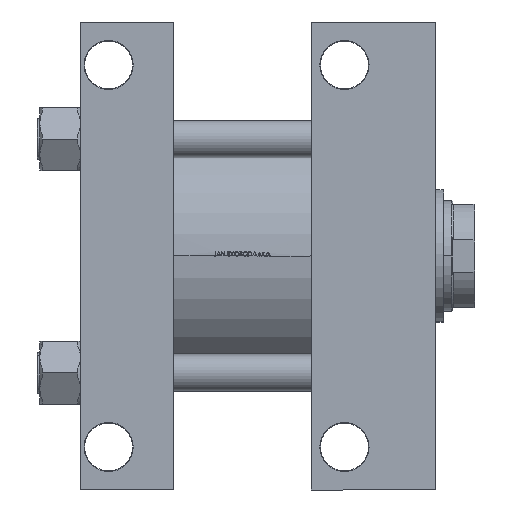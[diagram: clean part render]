
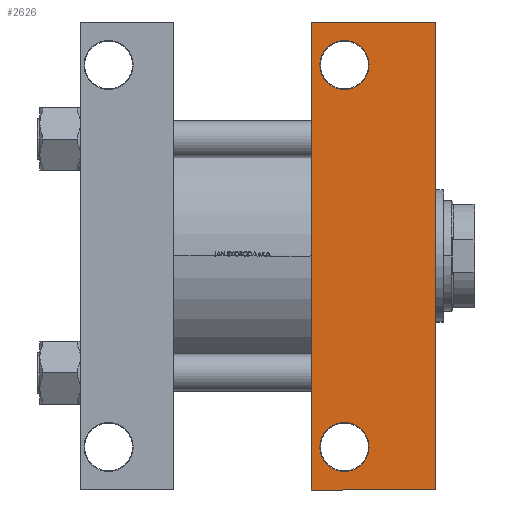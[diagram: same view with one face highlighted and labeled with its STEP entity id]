
A CAD part, front view. The second image highlights one B-rep face of the part: STEP entity #2626.
In plain terms, the highlighted face is planar.
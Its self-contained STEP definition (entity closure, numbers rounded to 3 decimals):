
#2405 = EDGE_LOOP ( 'NONE', ( #19854, #39466, #45432, #47904 ) ) ;
#2626 = ADVANCED_FACE ( 'NONE', ( #23673, #34871, #6140 ), #27574, .T. ) ;
#3092 = EDGE_CURVE ( 'NONE', #40237, #43081, #44065, .T. ) ;
#3317 = DIRECTION ( 'NONE',  ( 0., 0., 1. ) ) ;
#3707 = VECTOR ( 'NONE', #25540, 1000. ) ;
#3724 = CARTESIAN_POINT ( 'NONE',  ( 215., 155.5, -122.5 ) ) ;
#3901 = CARTESIAN_POINT ( 'NONE',  ( 188., 122.5, -122.5 ) ) ;
#4780 = DIRECTION ( 'NONE',  ( 0., 0., 1. ) ) ;
#6140 = FACE_OUTER_BOUND ( 'NONE', #2405, .T. ) ;
#6319 = VECTOR ( 'NONE', #22644, 1000. ) ;
#8876 = CARTESIAN_POINT ( 'NONE',  ( 289., -190.5, -122.5 ) ) ;
#10024 = LINE ( 'NONE', #24870, #18613 ) ;
#10249 = EDGE_CURVE ( 'NONE', #44036, #14843, #31041, .T. ) ;
#10646 = EDGE_LOOP ( 'NONE', ( #22844, #33747 ) ) ;
#10952 = EDGE_CURVE ( 'NONE', #42508, #35129, #10024, .T. ) ;
#11040 = DIRECTION ( 'NONE',  ( 0., 1., 0. ) ) ;
#13971 = EDGE_CURVE ( 'NONE', #43081, #42508, #17009, .T. ) ;
#14597 = CARTESIAN_POINT ( 'NONE',  ( 188., 190.5, -122.5 ) ) ;
#14843 = VERTEX_POINT ( 'NONE', #38648 ) ;
#17009 = LINE ( 'NONE', #31124, #26506 ) ;
#17327 = CARTESIAN_POINT ( 'NONE',  ( 215., -155.5, -122.5 ) ) ;
#18286 = LINE ( 'NONE', #3901, #6319 ) ;
#18613 = VECTOR ( 'NONE', #24387, 1000. ) ;
#19690 = EDGE_CURVE ( 'NONE', #27160, #28258, #37589, .T. ) ;
#19854 = ORIENTED_EDGE ( 'NONE', *, *, #37571, .F. ) ;
#20214 = ORIENTED_EDGE ( 'NONE', *, *, #19690, .T. ) ;
#22507 = EDGE_CURVE ( 'NONE', #14843, #44036, #29240, .T. ) ;
#22644 = DIRECTION ( 'NONE',  ( 0., -1., 0. ) ) ;
#22844 = ORIENTED_EDGE ( 'NONE', *, *, #22507, .T. ) ;
#23271 = CARTESIAN_POINT ( 'NONE',  ( 215., 155.5, -122.5 ) ) ;
#23673 = FACE_BOUND ( 'NONE', #42182, .T. ) ;
#24387 = DIRECTION ( 'NONE',  ( -1., 0., 0. ) ) ;
#24870 = CARTESIAN_POINT ( 'NONE',  ( 188., -190.5, -122.5 ) ) ;
#25540 = DIRECTION ( 'NONE',  ( 1., 0., 0. ) ) ;
#25566 = CARTESIAN_POINT ( 'NONE',  ( 188., -190.5, -122.5 ) ) ;
#26506 = VECTOR ( 'NONE', #35496, 1000. ) ;
#26623 = CARTESIAN_POINT ( 'NONE',  ( 235., -155.5, -122.5 ) ) ;
#27160 = VERTEX_POINT ( 'NONE', #31015 ) ;
#27574 = PLANE ( 'NONE',  #36377 ) ;
#27662 = AXIS2_PLACEMENT_3D ( 'NONE', #36670, #3317, #43266 ) ;
#28258 = VERTEX_POINT ( 'NONE', #29256 ) ;
#28299 = CARTESIAN_POINT ( 'NONE',  ( 289., 122.5, -122.5 ) ) ;
#29015 = AXIS2_PLACEMENT_3D ( 'NONE', #23271, #4780, #46405 ) ;
#29240 = CIRCLE ( 'NONE', #27662, 20. ) ;
#29256 = CARTESIAN_POINT ( 'NONE',  ( 235., 155.5, -122.5 ) ) ;
#31015 = CARTESIAN_POINT ( 'NONE',  ( 195.001, 155.5, -122.5 ) ) ;
#31041 = CIRCLE ( 'NONE', #48161, 20. ) ;
#31124 = CARTESIAN_POINT ( 'NONE',  ( 289., 122.5, -122.5 ) ) ;
#32188 = DIRECTION ( 'NONE',  ( 0., 1., 0. ) ) ;
#32658 = DIRECTION ( 'NONE',  ( 0., 1., 0. ) ) ;
#32713 = DIRECTION ( 'NONE',  ( 0., 0., 1. ) ) ;
#33747 = ORIENTED_EDGE ( 'NONE', *, *, #10249, .T. ) ;
#34287 = CIRCLE ( 'NONE', #38182, 20. ) ;
#34871 = FACE_BOUND ( 'NONE', #10646, .T. ) ;
#35129 = VERTEX_POINT ( 'NONE', #25566 ) ;
#35496 = DIRECTION ( 'NONE',  ( 0., -1., 0. ) ) ;
#36377 = AXIS2_PLACEMENT_3D ( 'NONE', #28299, #42666, #32188 ) ;
#36670 = CARTESIAN_POINT ( 'NONE',  ( 215., -155.5, -122.5 ) ) ;
#37044 = EDGE_CURVE ( 'NONE', #28258, #27160, #34287, .T. ) ;
#37157 = CARTESIAN_POINT ( 'NONE',  ( 289., 190.5, -122.5 ) ) ;
#37571 = EDGE_CURVE ( 'NONE', #40237, #35129, #18286, .T. ) ;
#37589 = CIRCLE ( 'NONE', #29015, 20. ) ;
#38182 = AXIS2_PLACEMENT_3D ( 'NONE', #3724, #32713, #11040 ) ;
#38255 = ORIENTED_EDGE ( 'NONE', *, *, #37044, .T. ) ;
#38648 = CARTESIAN_POINT ( 'NONE',  ( 195.001, -155.5, -122.5 ) ) ;
#39466 = ORIENTED_EDGE ( 'NONE', *, *, #3092, .T. ) ;
#40237 = VERTEX_POINT ( 'NONE', #47304 ) ;
#42182 = EDGE_LOOP ( 'NONE', ( #20214, #38255 ) ) ;
#42508 = VERTEX_POINT ( 'NONE', #8876 ) ;
#42666 = DIRECTION ( 'NONE',  ( 0., 0., -1. ) ) ;
#43081 = VERTEX_POINT ( 'NONE', #37157 ) ;
#43266 = DIRECTION ( 'NONE',  ( 0., 1., 0. ) ) ;
#43377 = DIRECTION ( 'NONE',  ( 0., 0., 1. ) ) ;
#44036 = VERTEX_POINT ( 'NONE', #26623 ) ;
#44065 = LINE ( 'NONE', #14597, #3707 ) ;
#45432 = ORIENTED_EDGE ( 'NONE', *, *, #13971, .T. ) ;
#46405 = DIRECTION ( 'NONE',  ( 0., 1., 0. ) ) ;
#47304 = CARTESIAN_POINT ( 'NONE',  ( 188., 190.5, -122.5 ) ) ;
#47904 = ORIENTED_EDGE ( 'NONE', *, *, #10952, .T. ) ;
#48161 = AXIS2_PLACEMENT_3D ( 'NONE', #17327, #43377, #32658 ) ;
